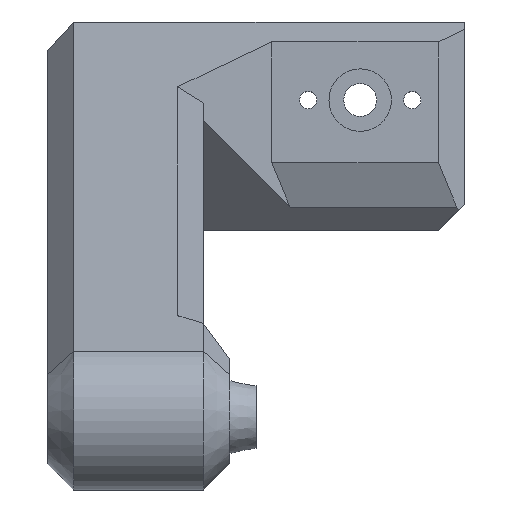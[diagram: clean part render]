
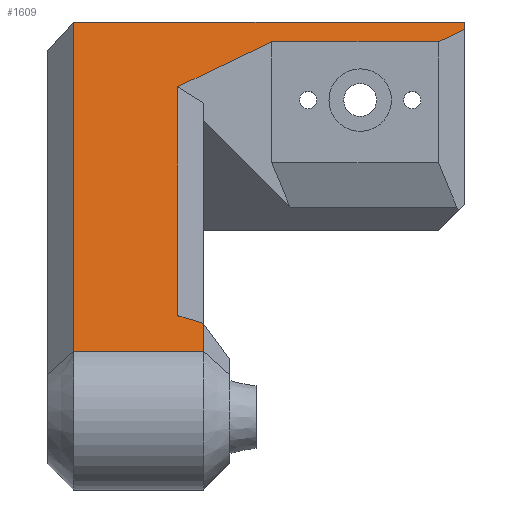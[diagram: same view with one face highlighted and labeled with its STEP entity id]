
A CAD part, top view. The second image highlights one B-rep face of the part: STEP entity #1609.
In plain terms, the highlighted planar face has unit normal (0, 0.902, 0.432).
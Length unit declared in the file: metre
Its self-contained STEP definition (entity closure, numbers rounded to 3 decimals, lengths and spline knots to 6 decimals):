
#108=LINE('',#2446,#302);
#110=LINE('',#2450,#304);
#111=LINE('',#2453,#305);
#112=LINE('',#2455,#306);
#113=LINE('',#2457,#307);
#114=LINE('',#2459,#308);
#115=LINE('',#2461,#309);
#116=LINE('',#2463,#310);
#117=LINE('',#2465,#311);
#118=LINE('',#2466,#312);
#119=LINE('',#2468,#313);
#302=VECTOR('',#1959,1.);
#304=VECTOR('',#1963,1.);
#305=VECTOR('',#1964,1.);
#306=VECTOR('',#1965,1.);
#307=VECTOR('',#1966,1.);
#308=VECTOR('',#1967,1.);
#309=VECTOR('',#1968,1.);
#310=VECTOR('',#1969,1.);
#311=VECTOR('',#1970,1.);
#312=VECTOR('',#1971,1.);
#313=VECTOR('',#1972,1.);
#429=PLANE('',#1727);
#602=ORIENTED_EDGE('',*,*,#1032,.T.);
#603=ORIENTED_EDGE('',*,*,#1033,.T.);
#604=ORIENTED_EDGE('',*,*,#1034,.T.);
#605=ORIENTED_EDGE('',*,*,#1035,.T.);
#606=ORIENTED_EDGE('',*,*,#1036,.T.);
#607=ORIENTED_EDGE('',*,*,#1037,.F.);
#608=ORIENTED_EDGE('',*,*,#1038,.T.);
#609=ORIENTED_EDGE('',*,*,#1039,.T.);
#610=ORIENTED_EDGE('',*,*,#1030,.T.);
#611=ORIENTED_EDGE('',*,*,#1040,.T.);
#612=ORIENTED_EDGE('',*,*,#1041,.F.);
#1030=EDGE_CURVE('',#1243,#1242,#108,.T.);
#1032=EDGE_CURVE('',#1244,#1245,#110,.T.);
#1033=EDGE_CURVE('',#1245,#1246,#111,.F.);
#1034=EDGE_CURVE('',#1246,#1247,#112,.F.);
#1035=EDGE_CURVE('',#1247,#1248,#113,.T.);
#1036=EDGE_CURVE('',#1248,#1249,#114,.T.);
#1037=EDGE_CURVE('',#1250,#1249,#115,.T.);
#1038=EDGE_CURVE('',#1250,#1251,#116,.T.);
#1039=EDGE_CURVE('',#1251,#1243,#117,.T.);
#1040=EDGE_CURVE('',#1242,#1252,#118,.T.);
#1041=EDGE_CURVE('',#1244,#1252,#119,.T.);
#1242=VERTEX_POINT('',#2445);
#1243=VERTEX_POINT('',#2447);
#1244=VERTEX_POINT('',#2451);
#1245=VERTEX_POINT('',#2452);
#1246=VERTEX_POINT('',#2454);
#1247=VERTEX_POINT('',#2456);
#1248=VERTEX_POINT('',#2458);
#1249=VERTEX_POINT('',#2460);
#1250=VERTEX_POINT('',#2462);
#1251=VERTEX_POINT('',#2464);
#1252=VERTEX_POINT('',#2467);
#1358=EDGE_LOOP('',(#602,#603,#604,#605,#606,#607,#608,#609,#610,#611,#612));
#1485=FACE_BOUND('',#1358,.T.);
#1609=ADVANCED_FACE('',(#1485),#429,.T.);
#1727=AXIS2_PLACEMENT_3D('',#2449,#1961,#1962);
#1959=DIRECTION('',(-1.,0.,0.));
#1961=DIRECTION('',(0.,0.902,0.432));
#1962=DIRECTION('',(0.,-0.432,0.902));
#1963=DIRECTION('',(0.,0.432,-0.902));
#1964=DIRECTION('',(0.447,-0.387,0.807));
#1965=DIRECTION('',(0.816,-0.25,0.521));
#1966=DIRECTION('',(0.,0.432,-0.902));
#1967=DIRECTION('',(0.67,0.321,-0.67));
#1968=DIRECTION('',(-1.,0.,0.));
#1969=DIRECTION('',(0.67,0.321,-0.67));
#1970=DIRECTION('',(0.,0.432,-0.902));
#1971=DIRECTION('',(0.,-0.432,0.902));
#1972=DIRECTION('',(-1.,0.,0.));
#2445=CARTESIAN_POINT('',(0.005,0.015,0.015));
#2446=CARTESIAN_POINT('',(0.03,0.015,0.015));
#2447=CARTESIAN_POINT('',(0.08,0.015,0.015));
#2449=CARTESIAN_POINT('',(0.03,-0.016712,0.081145));
#2450=CARTESIAN_POINT('',(0.03,-0.016712,0.081145));
#2451=CARTESIAN_POINT('',(0.03,-0.048424,0.14729));
#2452=CARTESIAN_POINT('',(0.03,-0.043212,0.136418));
#2453=CARTESIAN_POINT('',(0.0055,-0.022001,0.092178));
#2454=CARTESIAN_POINT('',(0.029771,-0.043014,0.136005));
#2455=CARTESIAN_POINT('',(0.024013,-0.041251,0.132329));
#2456=CARTESIAN_POINT('',(0.025,-0.041553,0.132959));
#2457=CARTESIAN_POINT('',(0.025,-0.016712,0.081145));
#2458=CARTESIAN_POINT('',(0.025,0.002535,0.041));
#2459=CARTESIAN_POINT('',(0.039972,0.009713,0.026028));
#2460=CARTESIAN_POINT('',(0.043,0.011165,0.023));
#2461=CARTESIAN_POINT('',(0.08,0.011165,0.023));
#2462=CARTESIAN_POINT('',(0.075,0.011165,0.023));
#2463=CARTESIAN_POINT('',(0.02275,-0.013886,0.07525));
#2464=CARTESIAN_POINT('',(0.08,0.013562,0.018));
#2465=CARTESIAN_POINT('',(0.08,-0.016712,0.081145));
#2466=CARTESIAN_POINT('',(0.005,-0.048424,0.14729));
#2467=CARTESIAN_POINT('',(0.005,-0.048424,0.14729));
#2468=CARTESIAN_POINT('',(0.03,-0.048424,0.14729));
